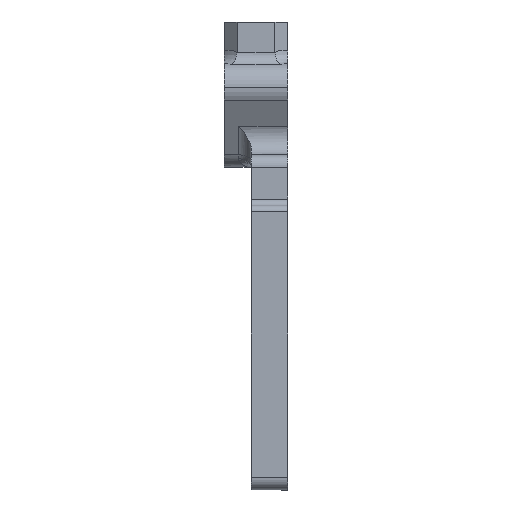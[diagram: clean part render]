
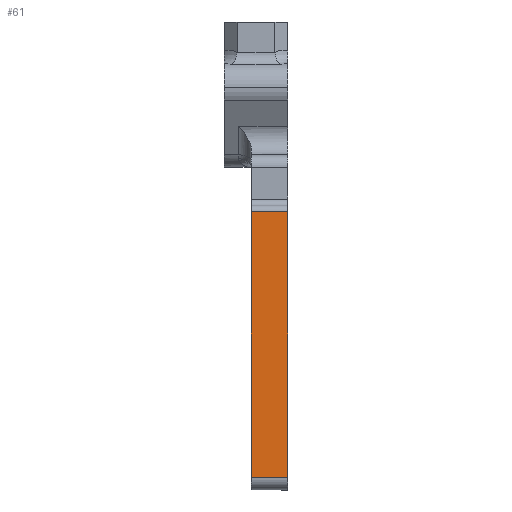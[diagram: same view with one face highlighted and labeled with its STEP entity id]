
A CAD part, left-side view. The second image highlights one B-rep face of the part: STEP entity #61.
In plain terms, the highlighted planar face has unit normal (-1, 0, 0).
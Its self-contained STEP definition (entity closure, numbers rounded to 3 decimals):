
#61 = ADVANCED_FACE ( 'NONE', ( #7036 ), #2571, .T. ) ;
#358 = ORIENTED_EDGE ( 'NONE', *, *, #6658, .F. ) ;
#359 = ORIENTED_EDGE ( 'NONE', *, *, #6743, .T. ) ;
#360 = ORIENTED_EDGE ( 'NONE', *, *, #6744, .F. ) ;
#361 = ORIENTED_EDGE ( 'NONE', *, *, #6745, .T. ) ;
#1521 = LINE ( 'NONE', #3211, #1523 ) ;
#1523 = VECTOR ( 'NONE', #3212, 1000. ) ;
#1608 = LINE ( 'NONE', #4039, #1617 ) ;
#1612 = LINE ( 'NONE', #4048, #1615 ) ;
#1615 = VECTOR ( 'NONE', #4050, 1000. ) ;
#1616 = LINE ( 'NONE', #4052, #1619 ) ;
#1617 = VECTOR ( 'NONE', #4051, 1000. ) ;
#1619 = VECTOR ( 'NONE', #4053, 1000. ) ;
#2571 = PLANE ( 'NONE',  #8773 ) ;
#2573 = CARTESIAN_POINT ( 'NONE',  ( -33.309, 51.025, -84.477 ) ) ;
#2578 = DIRECTION ( 'NONE',  ( -1., 0., 0. ) ) ;
#2579 = DIRECTION ( 'NONE',  ( 0., 0., 1. ) ) ;
#3211 = CARTESIAN_POINT ( 'NONE',  ( -33.309, 49.025, -84.477 ) ) ;
#3212 = DIRECTION ( 'NONE',  ( 0., 0., -1. ) ) ;
#4039 = CARTESIAN_POINT ( 'NONE',  ( -33.309, 54.775, -129.517 ) ) ;
#4048 = CARTESIAN_POINT ( 'NONE',  ( -33.309, 51.025, -85.477 ) ) ;
#4050 = DIRECTION ( 'NONE',  ( 0., 1., 0. ) ) ;
#4051 = DIRECTION ( 'NONE',  ( 0., 0., 1. ) ) ;
#4052 = CARTESIAN_POINT ( 'NONE',  ( -33.309, 51.025, -127.517 ) ) ;
#4053 = DIRECTION ( 'NONE',  ( 0., -1., 0. ) ) ;
#4239 = CARTESIAN_POINT ( 'NONE',  ( -33.309, 54.775, -85.477 ) ) ;
#4248 = CARTESIAN_POINT ( 'NONE',  ( -33.309, 49.025, -127.517 ) ) ;
#4249 = CARTESIAN_POINT ( 'NONE',  ( -33.309, 49.025, -85.477 ) ) ;
#6192 = CARTESIAN_POINT ( 'NONE',  ( -33.309, 54.775, -127.517 ) ) ;
#6658 = EDGE_CURVE ( 'NONE', #7119, #7118, #1521, .T. ) ;
#6743 = EDGE_CURVE ( 'NONE', #7119, #7109, #1612, .T. ) ;
#6744 = EDGE_CURVE ( 'NONE', #7940, #7109, #1608, .T. ) ;
#6745 = EDGE_CURVE ( 'NONE', #7940, #7118, #1616, .T. ) ;
#6848 = EDGE_LOOP ( 'NONE', ( #358, #359, #360, #361 ) ) ;
#7036 = FACE_OUTER_BOUND ( 'NONE', #6848, .T. ) ;
#7109 = VERTEX_POINT ( 'NONE', #4239 ) ;
#7118 = VERTEX_POINT ( 'NONE', #4248 ) ;
#7119 = VERTEX_POINT ( 'NONE', #4249 ) ;
#7940 = VERTEX_POINT ( 'NONE', #6192 ) ;
#8773 = AXIS2_PLACEMENT_3D ( 'NONE', #2573, #2578, #2579 ) ;
